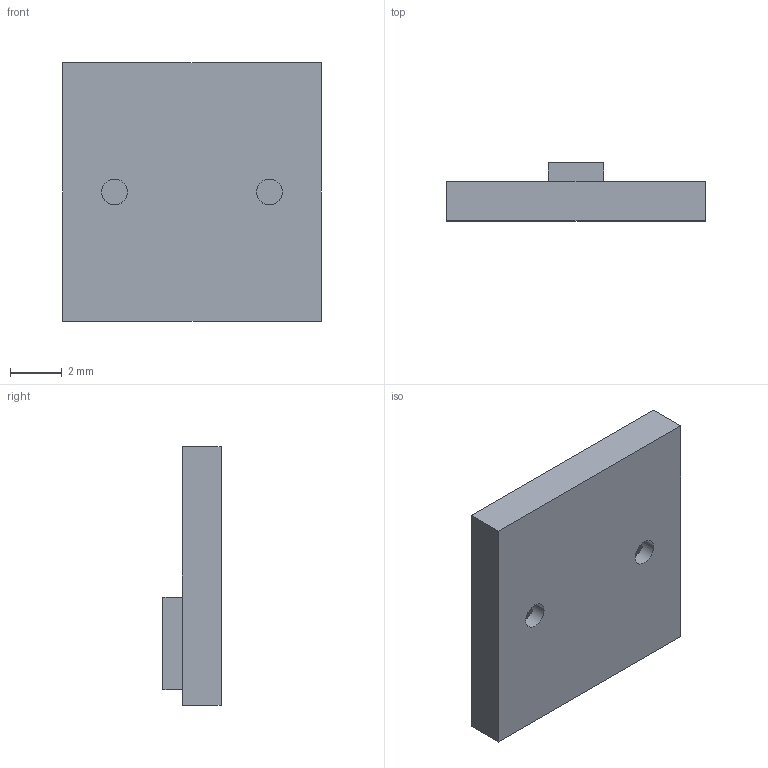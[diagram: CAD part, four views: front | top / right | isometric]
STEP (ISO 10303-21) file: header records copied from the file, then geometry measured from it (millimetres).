
FILE_DESCRIPTION (( 'STEP AP203' ), '1' );
FILE_NAME ('118644-_Publikationsmodell LGP10-1000.step', '2016-12-14T13:34:57', ( 'IT' ), ( '' ), 'SwSTEP 2.0', 'SolidWorks 2015', '' );
FILE_SCHEMA (( 'CONFIG_CONTROL_DESIGN' ));
Length unit declared in the file: millimetre
Products named in the file (1): 118644-_Publikationsmodell LGP10-1000
Bounding box: 10 x 2.25 x 10 mm (x, y, z)
Volume: 144 mm3; surface area: 334.7 mm2
Topology: 2 solids, 2 shells, 114 faces, 306 edges, 204 vertices
Faces by surface type: plane 102, cylinder 12
Entity records: 3597 total; most frequent: CARTESIAN_POINT 625, ORIENTED_EDGE 612, DIRECTION 564, EDGE_CURVE 306, LINE 278, VECTOR 278, VERTEX_POINT 204, AXIS2_PLACEMENT_3D 143
